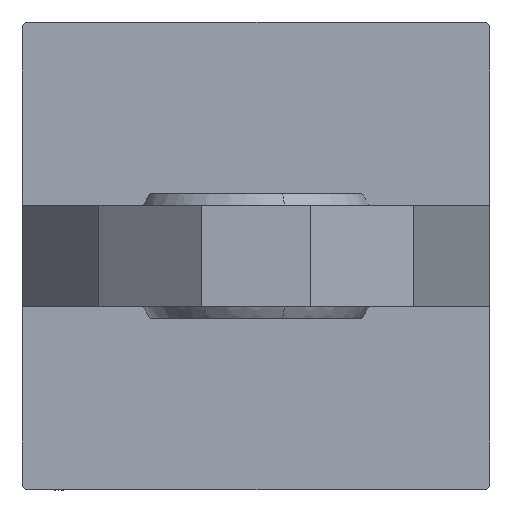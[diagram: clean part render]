
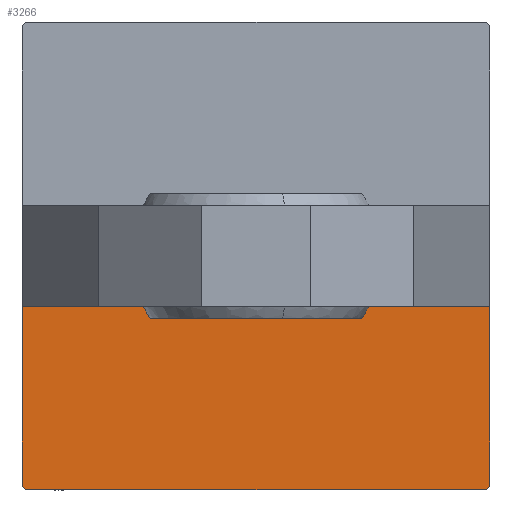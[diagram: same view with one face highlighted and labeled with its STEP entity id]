
A CAD part, left-side view. The second image highlights one B-rep face of the part: STEP entity #3266.
In plain terms, the highlighted planar face has unit normal (-1, 0, 0).
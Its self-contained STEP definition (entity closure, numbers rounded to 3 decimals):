
#427 = EDGE_CURVE ( 'NONE', #21653, #18811, #10516, .T. ) ;
#1257 = CARTESIAN_POINT ( 'NONE',  ( 0., -29.75, -29.75 ) ) ;
#2004 = VECTOR ( 'NONE', #20321, 1000. ) ;
#3266 = ADVANCED_FACE ( 'NONE', ( #34319 ), #41695, .T. ) ;
#3672 = CARTESIAN_POINT ( 'NONE',  ( 0., 30., 30. ) ) ;
#5681 = VERTEX_POINT ( 'NONE', #41154 ) ;
#6623 = ORIENTED_EDGE ( 'NONE', *, *, #12618, .F. ) ;
#6695 = DIRECTION ( 'NONE',  ( 0., 0., -1. ) ) ;
#8629 = CARTESIAN_POINT ( 'NONE',  ( 0., -30., 30. ) ) ;
#10516 = LINE ( 'NONE', #15078, #12886 ) ;
#10534 = AXIS2_PLACEMENT_3D ( 'NONE', #10662, #22358, #26442 ) ;
#10662 = CARTESIAN_POINT ( 'NONE',  ( 0., 0., 0. ) ) ;
#10828 = CARTESIAN_POINT ( 'NONE',  ( 0., -29.5, -30. ) ) ;
#11802 = CARTESIAN_POINT ( 'NONE',  ( 0., -6.5, -30. ) ) ;
#12066 = CARTESIAN_POINT ( 'NONE',  ( 0., -6.5, 30. ) ) ;
#12618 = EDGE_CURVE ( 'NONE', #21653, #22547, #38515, .T. ) ;
#12886 = VECTOR ( 'NONE', #6695, 1000. ) ;
#15078 = CARTESIAN_POINT ( 'NONE',  ( 0., -6.5, 30. ) ) ;
#17989 = ORIENTED_EDGE ( 'NONE', *, *, #44577, .T. ) ;
#18811 = VERTEX_POINT ( 'NONE', #11802 ) ;
#20321 = DIRECTION ( 'NONE',  ( 0., -0.707, 0.707 ) ) ;
#21141 = ORIENTED_EDGE ( 'NONE', *, *, #46479, .T. ) ;
#21653 = VERTEX_POINT ( 'NONE', #12066 ) ;
#22358 = DIRECTION ( 'NONE',  ( -1., 0., 0. ) ) ;
#22547 = VERTEX_POINT ( 'NONE', #33696 ) ;
#23630 = ORIENTED_EDGE ( 'NONE', *, *, #427, .T. ) ;
#26442 = DIRECTION ( 'NONE',  ( 0., 0., 1. ) ) ;
#27439 = LINE ( 'NONE', #27685, #32141 ) ;
#27685 = CARTESIAN_POINT ( 'NONE',  ( 0., 30., -30. ) ) ;
#28254 = VERTEX_POINT ( 'NONE', #10828 ) ;
#30399 = DIRECTION ( 'NONE',  ( 0., -1., 0. ) ) ;
#32141 = VECTOR ( 'NONE', #43185, 1000. ) ;
#32216 = VECTOR ( 'NONE', #48064, 1000. ) ;
#33696 = CARTESIAN_POINT ( 'NONE',  ( 0., -29.5, 30. ) ) ;
#34319 = FACE_OUTER_BOUND ( 'NONE', #35621, .T. ) ;
#35621 = EDGE_LOOP ( 'NONE', ( #6623, #23630, #21141, #17989, #47469, #36872 ) ) ;
#36347 = LINE ( 'NONE', #8629, #32216 ) ;
#36711 = VECTOR ( 'NONE', #41361, 1000. ) ;
#36872 = ORIENTED_EDGE ( 'NONE', *, *, #37682, .T. ) ;
#37248 = CARTESIAN_POINT ( 'NONE',  ( 0., -30., -29.5 ) ) ;
#37682 = EDGE_CURVE ( 'NONE', #5681, #22547, #49507, .T. ) ;
#38515 = LINE ( 'NONE', #3672, #39942 ) ;
#39013 = VERTEX_POINT ( 'NONE', #37248 ) ;
#39942 = VECTOR ( 'NONE', #30399, 1000. ) ;
#41154 = CARTESIAN_POINT ( 'NONE',  ( 0., -30., 29.5 ) ) ;
#41361 = DIRECTION ( 'NONE',  ( 0., 0.707, 0.707 ) ) ;
#41695 = PLANE ( 'NONE',  #10534 ) ;
#43185 = DIRECTION ( 'NONE',  ( 0., -1., 0. ) ) ;
#43988 = LINE ( 'NONE', #1257, #2004 ) ;
#44577 = EDGE_CURVE ( 'NONE', #28254, #39013, #43988, .T. ) ;
#46479 = EDGE_CURVE ( 'NONE', #18811, #28254, #27439, .T. ) ;
#47469 = ORIENTED_EDGE ( 'NONE', *, *, #49103, .F. ) ;
#48064 = DIRECTION ( 'NONE',  ( 0., 0., -1. ) ) ;
#49010 = CARTESIAN_POINT ( 'NONE',  ( 0., -29.75, 29.75 ) ) ;
#49103 = EDGE_CURVE ( 'NONE', #5681, #39013, #36347, .T. ) ;
#49507 = LINE ( 'NONE', #49010, #36711 ) ;
